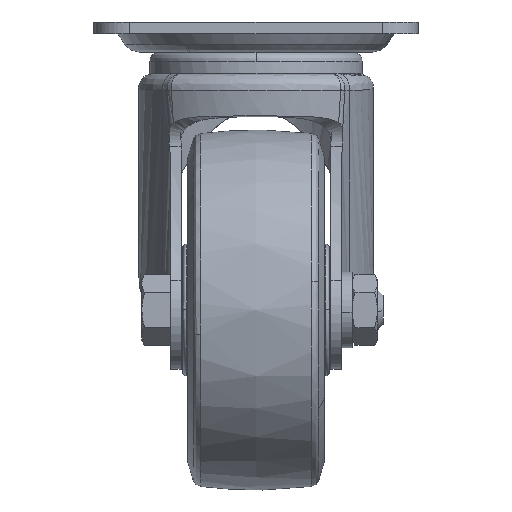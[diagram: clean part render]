
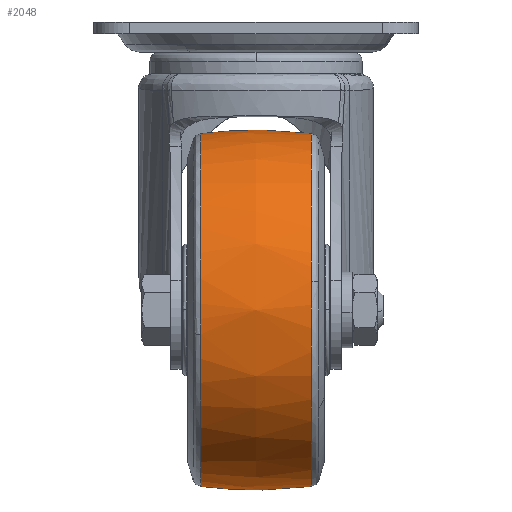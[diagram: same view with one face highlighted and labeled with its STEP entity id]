
A CAD part, left-side view. The second image highlights one B-rep face of the part: STEP entity #2048.
In plain terms, the highlighted free-form (B-spline) face has degree [2, 2] with [5, 7] control points.
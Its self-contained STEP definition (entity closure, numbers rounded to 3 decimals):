
#1662=CARTESIAN_POINT('',(-70.358,-15.38,-72.029));
#1663=VERTEX_POINT('',#1662);
#1677=CARTESIAN_POINT('',(-22.0,-15.38,-129.011));
#1678=VERTEX_POINT('',#1677);
#1679=CARTESIAN_POINT('',(-70.358,-15.38,-72.029));
#1680=CARTESIAN_POINT('',(-71.01,-15.38,-75.988));
#1681=CARTESIAN_POINT('',(-71.01,-15.38,-80.));
#1682=CARTESIAN_POINT('',(-71.01,-15.38,-129.011));
#1683=CARTESIAN_POINT('',(-22.0,-15.38,-129.011));
#1691=(BOUNDED_CURVE()B_SPLINE_CURVE(2,(#1679,#1680,#1681,#1682,#1683),.UNSPECIFIED.,.F.,.U.)B_SPLINE_CURVE_WITH_KNOTS((3,2,3),(0.722,0.75,1.0),.UNSPECIFIED.)CURVE()GEOMETRIC_REPRESENTATION_ITEM()RATIONAL_B_SPLINE_CURVE((0.942,0.967,1.0,0.707,1.0))REPRESENTATION_ITEM(''));
#1692=EDGE_CURVE('',#1663,#1678,#1691,.T.);
#1759=CARTESIAN_POINT('',(-22.0,-15.38,-30.99));
#1760=VERTEX_POINT('',#1759);
#1776=CARTESIAN_POINT('',(-22.0,-15.38,-30.99));
#1777=CARTESIAN_POINT('',(-63.593,-15.38,-30.99));
#1778=CARTESIAN_POINT('',(-70.358,-15.38,-72.029));
#1786=(BOUNDED_CURVE()B_SPLINE_CURVE(2,(#1776,#1777,#1778),.UNSPECIFIED.,.F.,.U.)B_SPLINE_CURVE_WITH_KNOTS((3,3),(0.5,0.722),.UNSPECIFIED.)CURVE()GEOMETRIC_REPRESENTATION_ITEM()RATIONAL_B_SPLINE_CURVE((1.0,0.74,0.942))REPRESENTATION_ITEM(''));
#1787=EDGE_CURVE('',#1760,#1663,#1786,.T.);
#1914=CARTESIAN_POINT('',(-22.0,15.38,-129.011));
#1915=VERTEX_POINT('',#1914);
#1916=CARTESIAN_POINT('',(-22.0,-15.38,-129.011));
#1917=CARTESIAN_POINT('',(-22.0,-8.847,-129.855));
#1918=CARTESIAN_POINT('',(-22.0,1.458,-130.331));
#1919=CARTESIAN_POINT('',(-22.0,11.715,-129.484));
#1920=CARTESIAN_POINT('',(-22.0,15.38,-129.011));
#1921=B_SPLINE_CURVE_WITH_KNOTS('',3,(#1916,#1917,#1918,#1919,#1920),.UNSPECIFIED.,.F.,.U.,(4,1,4),(0.,19.759,30.844),.UNSPECIFIED.);
#1922=EDGE_CURVE('',#1678,#1915,#1921,.T.);
#1941=CARTESIAN_POINT('',(-22.0,15.38,-30.99));
#1942=VERTEX_POINT('',#1941);
#1956=CARTESIAN_POINT('',(-22.0,-15.38,-30.99));
#1957=CARTESIAN_POINT('',(-22.0,-9.485,-30.228));
#1958=CARTESIAN_POINT('',(-22.0,0.81,-29.67));
#1959=CARTESIAN_POINT('',(-22.0,11.078,-30.434));
#1960=CARTESIAN_POINT('',(-22.0,15.38,-30.99));
#1961=B_SPLINE_CURVE_WITH_KNOTS('',3,(#1956,#1957,#1958,#1959,#1960),.UNSPECIFIED.,.F.,.U.,(4,1,4),(0.,17.832,30.844),.UNSPECIFIED.);
#1962=EDGE_CURVE('',#1760,#1942,#1961,.T.);
#1969=CARTESIAN_POINT('',(-20.636,-16.927,-31.2));
#1970=CARTESIAN_POINT('',(-20.602,-8.506,-30.));
#1971=CARTESIAN_POINT('',(-20.602,0.,-30.));
#1972=CARTESIAN_POINT('',(-20.602,8.506,-30.));
#1973=CARTESIAN_POINT('',(-20.636,16.927,-31.2));
#1974=CARTESIAN_POINT('',(-21.314,-16.927,-31.2));
#1975=CARTESIAN_POINT('',(-21.297,-8.506,-30.));
#1976=CARTESIAN_POINT('',(-21.297,0.,-30.));
#1977=CARTESIAN_POINT('',(-21.297,8.506,-30.));
#1978=CARTESIAN_POINT('',(-21.314,16.927,-31.2));
#1979=CARTESIAN_POINT('',(-70.8,-16.927,-31.2));
#1980=CARTESIAN_POINT('',(-72.,-8.506,-30.));
#1981=CARTESIAN_POINT('',(-72.,0.,-30.));
#1982=CARTESIAN_POINT('',(-72.,8.506,-30.));
#1983=CARTESIAN_POINT('',(-70.8,16.927,-31.2));
#1984=CARTESIAN_POINT('',(-70.8,-16.927,-80.));
#1985=CARTESIAN_POINT('',(-72.,-8.506,-80.));
#1986=CARTESIAN_POINT('',(-72.,0.,-80.));
#1987=CARTESIAN_POINT('',(-72.0,8.506,-80.));
#1988=CARTESIAN_POINT('',(-70.8,16.927,-80.));
#1989=CARTESIAN_POINT('',(-70.8,-16.927,-128.8));
#1990=CARTESIAN_POINT('',(-72.,-8.506,-130.));
#1991=CARTESIAN_POINT('',(-72.,0.,-130.));
#1992=CARTESIAN_POINT('',(-72.,8.506,-130.));
#1993=CARTESIAN_POINT('',(-70.8,16.927,-128.8));
#1994=CARTESIAN_POINT('',(-21.314,-16.927,-128.8));
#1995=CARTESIAN_POINT('',(-21.297,-8.506,-130.));
#1996=CARTESIAN_POINT('',(-21.297,0.,-130.));
#1997=CARTESIAN_POINT('',(-21.297,8.506,-130.));
#1998=CARTESIAN_POINT('',(-21.314,16.927,-128.8));
#1999=CARTESIAN_POINT('',(-20.636,-16.927,-128.8));
#2000=CARTESIAN_POINT('',(-20.602,-8.506,-130.));
#2001=CARTESIAN_POINT('',(-20.602,0.,-130.));
#2002=CARTESIAN_POINT('',(-20.602,8.506,-130.));
#2003=CARTESIAN_POINT('',(-20.636,16.927,-128.8));
#2011=(BOUNDED_SURFACE()B_SPLINE_SURFACE(2,2,((#1969,#1974,#1979,#1984,#1989,#1994,#1999),(#1970,#1975,#1980,#1985,#1990,#1995,#2000),(#1971,#1976,#1981,#1986,#1991,#1996,#2001),(#1972,#1977,#1982,#1987,#1992,#1997,#2002),(#1973,#1978,#1983,#1988,#1993,#1998,#2003)),.UNSPECIFIED.,.F.,.F.,.U.)B_SPLINE_SURFACE_WITH_KNOTS((3,2,3),(3,1,2,1,3),(0.0,17.217,34.434),(0.0,1.657,84.5,167.342,168.999),.UNSPECIFIED.)GEOMETRIC_REPRESENTATION_ITEM()RATIONAL_B_SPLINE_SURFACE(((0.983,0.977,0.687,0.971,0.687,0.977,0.983),(0.995,0.989,0.695,0.983,0.695,0.989,0.995),(1.012,1.006,0.707,1.0,0.707,1.006,1.012),(0.995,0.989,0.695,0.983,0.695,0.989,0.995),(0.983,0.977,0.687,0.971,0.687,0.977,0.983)))REPRESENTATION_ITEM('')SURFACE());
#2012=ORIENTED_EDGE('',*,*,#1922,.F.);
#2013=ORIENTED_EDGE('',*,*,#1692,.F.);
#2014=ORIENTED_EDGE('',*,*,#1787,.F.);
#2015=ORIENTED_EDGE('',*,*,#1962,.T.);
#2016=CARTESIAN_POINT('',(-70.543,15.38,-86.753));
#2017=VERTEX_POINT('',#2016);
#2018=CARTESIAN_POINT('',(-22.0,15.38,-30.99));
#2019=CARTESIAN_POINT('',(-71.01,15.38,-30.99));
#2020=CARTESIAN_POINT('',(-71.01,15.38,-80.));
#2021=CARTESIAN_POINT('',(-71.01,15.38,-83.393));
#2022=CARTESIAN_POINT('',(-70.543,15.38,-86.753));
#2030=(BOUNDED_CURVE()B_SPLINE_CURVE(2,(#2018,#2019,#2020,#2021,#2022),.UNSPECIFIED.,.F.,.U.)B_SPLINE_CURVE_WITH_KNOTS((3,2,3),(0.5,0.75,0.774),.UNSPECIFIED.)CURVE()GEOMETRIC_REPRESENTATION_ITEM()RATIONAL_B_SPLINE_CURVE((1.0,0.707,1.0,0.972,0.95))REPRESENTATION_ITEM(''));
#2031=EDGE_CURVE('',#1942,#2017,#2030,.T.);
#2032=ORIENTED_EDGE('',*,*,#2031,.T.);
#2033=CARTESIAN_POINT('',(-70.543,15.38,-86.753));
#2034=CARTESIAN_POINT('',(-64.664,15.38,-129.011));
#2035=CARTESIAN_POINT('',(-22.0,15.38,-129.011));
#2043=(BOUNDED_CURVE()B_SPLINE_CURVE(2,(#2033,#2034,#2035),.UNSPECIFIED.,.F.,.U.)B_SPLINE_CURVE_WITH_KNOTS((3,3),(0.774,1.0),.UNSPECIFIED.)CURVE()GEOMETRIC_REPRESENTATION_ITEM()RATIONAL_B_SPLINE_CURVE((0.95,0.735,1.0))REPRESENTATION_ITEM(''));
#2044=EDGE_CURVE('',#2017,#1915,#2043,.T.);
#2045=ORIENTED_EDGE('',*,*,#2044,.T.);
#2046=EDGE_LOOP('',(#2012,#2013,#2014,#2015,#2032,#2045));
#2047=FACE_OUTER_BOUND('',#2046,.T.);
#2048=ADVANCED_FACE('',(#2047),#2011,.T.);
